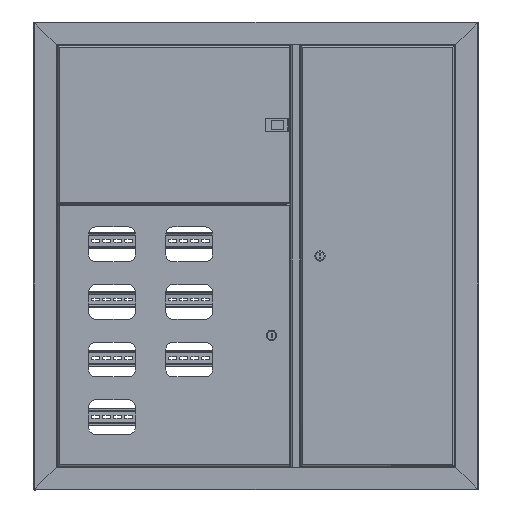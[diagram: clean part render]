
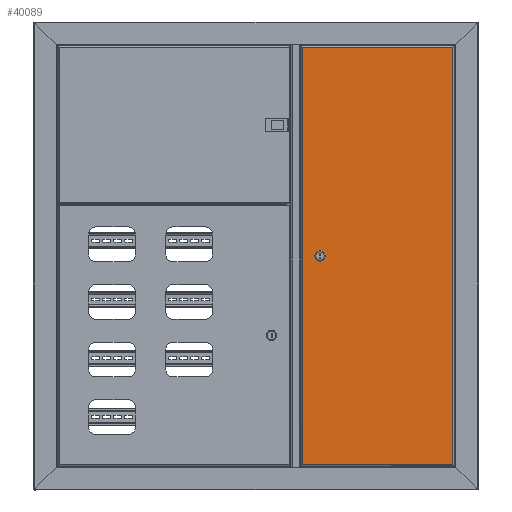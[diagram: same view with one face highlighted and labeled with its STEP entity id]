
A CAD part, top view. The second image highlights one B-rep face of the part: STEP entity #40089.
In plain terms, the highlighted planar face has unit normal (0, 0, 1).
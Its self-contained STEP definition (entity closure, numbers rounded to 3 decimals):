
#1527 = VERTEX_POINT ( 'NONE', #54171 ) ;
#2179 = LINE ( 'NONE', #23919, #26695 ) ;
#3909 = ORIENTED_EDGE ( 'NONE', *, *, #13657, .F. ) ;
#3982 = CARTESIAN_POINT ( 'NONE',  ( 1.7, 1.7, 0. ) ) ;
#4593 = EDGE_CURVE ( 'NONE', #35490, #34490, #17432, .T. ) ;
#5124 = DIRECTION ( 'NONE',  ( 0., 0., 1. ) ) ;
#7148 = EDGE_CURVE ( 'NONE', #41155, #30592, #37446, .T. ) ;
#8099 = EDGE_CURVE ( 'NONE', #30592, #35490, #8332, .T. ) ;
#8332 = LINE ( 'NONE', #33694, #18567 ) ;
#8574 = EDGE_CURVE ( 'NONE', #1527, #36887, #53556, .T. ) ;
#8746 = CARTESIAN_POINT ( 'NONE',  ( 448.2, 40., 0. ) ) ;
#9830 = ORIENTED_EDGE ( 'NONE', *, *, #47846, .F. ) ;
#9989 = DIRECTION ( 'NONE',  ( 1., 0., 0. ) ) ;
#11165 = EDGE_CURVE ( 'NONE', #34490, #41155, #17039, .T. ) ;
#11273 = CIRCLE ( 'NONE', #45024, 9.25 ) ;
#12062 = DIRECTION ( 'NONE',  ( 0., -1., 0. ) ) ;
#12556 = DIRECTION ( 'NONE',  ( 0., 0., 1. ) ) ;
#12729 = ORIENTED_EDGE ( 'NONE', *, *, #7148, .T. ) ;
#12862 = FACE_BOUND ( 'NONE', #54431, .T. ) ;
#13282 = DIRECTION ( 'NONE',  ( -1., 0., 0. ) ) ;
#13657 = EDGE_CURVE ( 'NONE', #36887, #17339, #11273, .T. ) ;
#15098 = EDGE_CURVE ( 'NONE', #17339, #51983, #2179, .T. ) ;
#15567 = CARTESIAN_POINT ( 'NONE',  ( 894.7, 1.7, 0. ) ) ;
#15956 = CARTESIAN_POINT ( 'NONE',  ( 451.849, 48.5, 0. ) ) ;
#17039 = LINE ( 'NONE', #25400, #41265 ) ;
#17339 = VERTEX_POINT ( 'NONE', #15956 ) ;
#17432 = LINE ( 'NONE', #34419, #31692 ) ;
#17552 = DIRECTION ( 'NONE',  ( 0., 0., 1. ) ) ;
#18567 = VECTOR ( 'NONE', #50622, 1000. ) ;
#19920 = DIRECTION ( 'NONE',  ( 1., 0., 0. ) ) ;
#21119 = EDGE_CURVE ( 'NONE', #51983, #46267, #32602, .T. ) ;
#22678 = VECTOR ( 'NONE', #19920, 1000. ) ;
#22821 = AXIS2_PLACEMENT_3D ( 'NONE', #8746, #5124, #26027 ) ;
#23919 = CARTESIAN_POINT ( 'NONE',  ( 451.849, 48.5, 0. ) ) ;
#24856 = DIRECTION ( 'NONE',  ( 0., 0., -1. ) ) ;
#25373 = CARTESIAN_POINT ( 'NONE',  ( 448.2, 40., 0. ) ) ;
#25387 = CARTESIAN_POINT ( 'NONE',  ( 444.551, 48.5, 0. ) ) ;
#25400 = CARTESIAN_POINT ( 'NONE',  ( 1.7, 324.293, 0. ) ) ;
#26027 = DIRECTION ( 'NONE',  ( 1., 0., 0. ) ) ;
#26429 = CARTESIAN_POINT ( 'NONE',  ( 451.849, 31.5, 0. ) ) ;
#26532 = ORIENTED_EDGE ( 'NONE', *, *, #8574, .F. ) ;
#26695 = VECTOR ( 'NONE', #36129, 1000. ) ;
#27595 = AXIS2_PLACEMENT_3D ( 'NONE', #29310, #24856, #50932 ) ;
#29310 = CARTESIAN_POINT ( 'NONE',  ( 0., 325.7, 0. ) ) ;
#30592 = VERTEX_POINT ( 'NONE', #15567 ) ;
#31692 = VECTOR ( 'NONE', #13282, 1000. ) ;
#32602 = CIRCLE ( 'NONE', #22821, 9.25 ) ;
#32877 = CARTESIAN_POINT ( 'NONE',  ( 448.2, 40., 0. ) ) ;
#33694 = CARTESIAN_POINT ( 'NONE',  ( 894.7, 0., 0. ) ) ;
#34007 = PLANE ( 'NONE',  #27595 ) ;
#34072 = ORIENTED_EDGE ( 'NONE', *, *, #11165, .T. ) ;
#34419 = CARTESIAN_POINT ( 'NONE',  ( 894.993, 324., 0. ) ) ;
#34454 = ORIENTED_EDGE ( 'NONE', *, *, #8099, .T. ) ;
#34490 = VERTEX_POINT ( 'NONE', #40062 ) ;
#35490 = VERTEX_POINT ( 'NONE', #48133 ) ;
#36121 = LINE ( 'NONE', #26429, #49841 ) ;
#36129 = DIRECTION ( 'NONE',  ( -1., 0., 0. ) ) ;
#36704 = AXIS2_PLACEMENT_3D ( 'NONE', #25373, #17552, #51466 ) ;
#36887 = VERTEX_POINT ( 'NONE', #53182 ) ;
#37446 = LINE ( 'NONE', #54381, #22678 ) ;
#37715 = ORIENTED_EDGE ( 'NONE', *, *, #4593, .T. ) ;
#38151 = FACE_OUTER_BOUND ( 'NONE', #50613, .T. ) ;
#40062 = CARTESIAN_POINT ( 'NONE',  ( 1.7, 324., 0. ) ) ;
#40089 = ADVANCED_FACE ( 'NONE', ( #12862, #38151 ), #34007, .F. ) ;
#41155 = VERTEX_POINT ( 'NONE', #3982 ) ;
#41265 = VECTOR ( 'NONE', #12062, 1000. ) ;
#41458 = DIRECTION ( 'NONE',  ( 1., 0., 0. ) ) ;
#42643 = ORIENTED_EDGE ( 'NONE', *, *, #15098, .F. ) ;
#45024 = AXIS2_PLACEMENT_3D ( 'NONE', #32877, #12556, #41458 ) ;
#45414 = CARTESIAN_POINT ( 'NONE',  ( 444.551, 31.5, 0. ) ) ;
#46267 = VERTEX_POINT ( 'NONE', #45414 ) ;
#47846 = EDGE_CURVE ( 'NONE', #46267, #1527, #36121, .T. ) ;
#48133 = CARTESIAN_POINT ( 'NONE',  ( 894.7, 324., 0. ) ) ;
#49841 = VECTOR ( 'NONE', #9989, 1000. ) ;
#50153 = ORIENTED_EDGE ( 'NONE', *, *, #21119, .F. ) ;
#50613 = EDGE_LOOP ( 'NONE', ( #12729, #34454, #37715, #34072 ) ) ;
#50622 = DIRECTION ( 'NONE',  ( 0., 1., 0. ) ) ;
#50932 = DIRECTION ( 'NONE',  ( -1., 0., 0. ) ) ;
#51466 = DIRECTION ( 'NONE',  ( 1., 0., 0. ) ) ;
#51983 = VERTEX_POINT ( 'NONE', #25387 ) ;
#53182 = CARTESIAN_POINT ( 'NONE',  ( 457.45, 40., 0. ) ) ;
#53556 = CIRCLE ( 'NONE', #36704, 9.25 ) ;
#54171 = CARTESIAN_POINT ( 'NONE',  ( 451.849, 31.5, 0. ) ) ;
#54381 = CARTESIAN_POINT ( 'NONE',  ( 1.7, 1.7, 0. ) ) ;
#54431 = EDGE_LOOP ( 'NONE', ( #42643, #3909, #26532, #9830, #50153 ) ) ;
